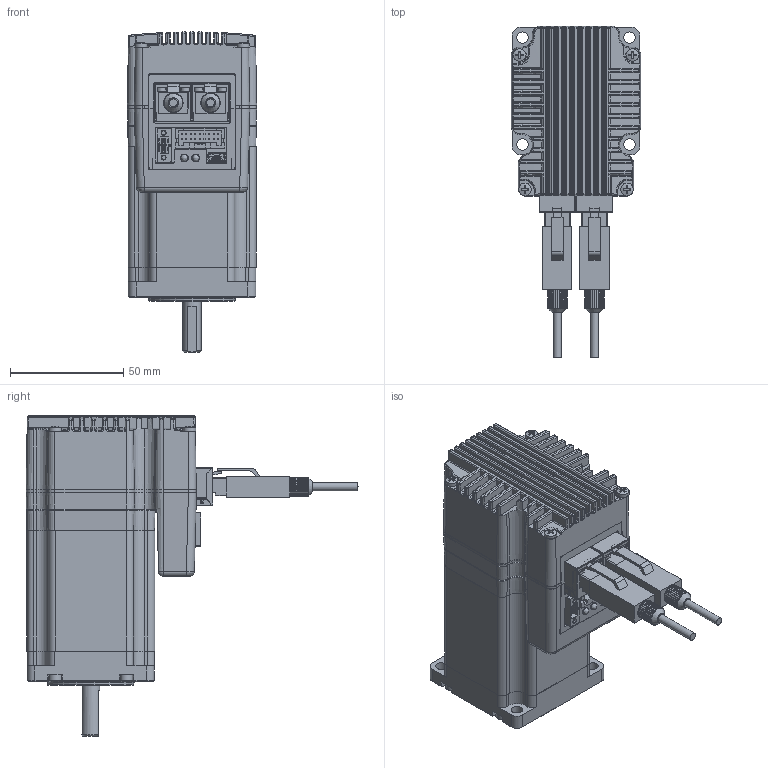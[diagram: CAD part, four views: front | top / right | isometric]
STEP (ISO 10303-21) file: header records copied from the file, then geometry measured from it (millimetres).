
FILE_DESCRIPTION (( 'STEP AP214' ), '1' );
FILE_NAME ('TSM23X3L-EC.STEP', '2022-08-15T03:16:44', ( 'Windows User' ), ( 'P R C' ), 'SwSTEP 2.0', 'SolidWorks 2020', '' );
FILE_SCHEMA (( 'AUTOMOTIVE_DESIGN' ));
Length unit declared in the file: millimetre
Products named in the file (17): 3.1; cross recessed pan head screws gb_GB_CROSS_SCREWS_TYPE1 M3X6-6  H type-N; 17.1; hexagon socket head cap screws gb_GB_FASTENER_SCREWS_HSHCS M3X30-N; 1.1; 5.1; TSM23X3L-EC; 6.1; 16.1; cross recessed small pan head screws gb_GB_CROSS_SCREWS_TYPE3 M3X30-30-N; 9.1; RJ45厙盄.1; 11.1; 14.1; 12.1; 19.1; 15.1
Assembly tree (26 placements, depth 3):
  TSM23X3L-EC
    14.1
      17.1
      15.1
      16.1
      19.1
    cross recessed pan head screws gb_GB_CROSS_SCREWS_TYPE1 M3X6-6  H type-N  x4
    6.1
    12.1
    3.1
    1.1
    9.1
    5.1
    11.1
    cross recessed small pan head screws gb_GB_CROSS_SCREWS_TYPE3 M3X30-30-N  x4
    hexagon socket head cap screws gb_GB_FASTENER_SCREWS_HSHCS M3X30-N  x4
    RJ45厙盄.1  x2
Bounding box: 57.09 x 146.36 x 141.15 mm (x, y, z)
Volume: 216456.4 mm3; surface area: 136551.5 mm2
Topology: 80 solids, 82 shells, 5636 faces, 15175 edges, 9731 vertices
Faces by surface type: plane 3715, cylinder 1225, bspline 300, cone 215, torus 112, sphere 69
Full cylindrical faces by diameter (mm): 0.8 x40, 0.85 x5, 1 x16, 1.02 x8, 1.6 x4, 1.63 x2, 1.8 x2, 2 x4, 2.2 x2, 2.5 x18, 3 x14, 3.2 x4, 3.3 x12, 3.4 x4, 3.481 x2, 3.5 x2, 3.9 x4, 4 x2, 4.5 x4, 5 x4, 5.5 x8, 5.6 x4, 8 x1, 10 x1, 11 x1, 18 x1, 22 x1, 23.6 x1, 26 x1, 27 x1
Entity records: 198018 total; most frequent: CARTESIAN_POINT 41854, ORIENTED_EDGE 25800, DIRECTION 23341, EDGE_CURVE 12900, LINE 9551, VECTOR 9551, VERTEX_POINT 8401, AXIS2_PLACEMENT_3D 6895
